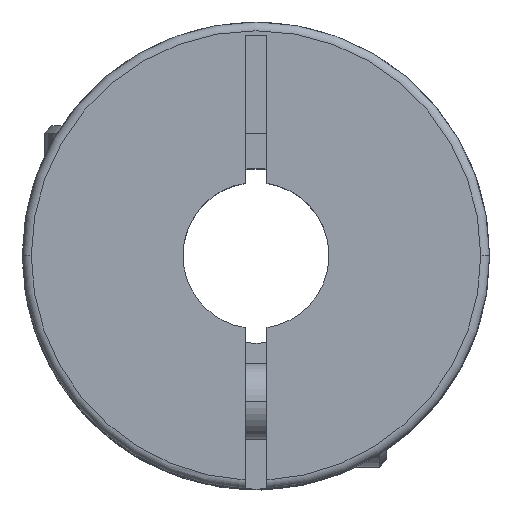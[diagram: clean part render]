
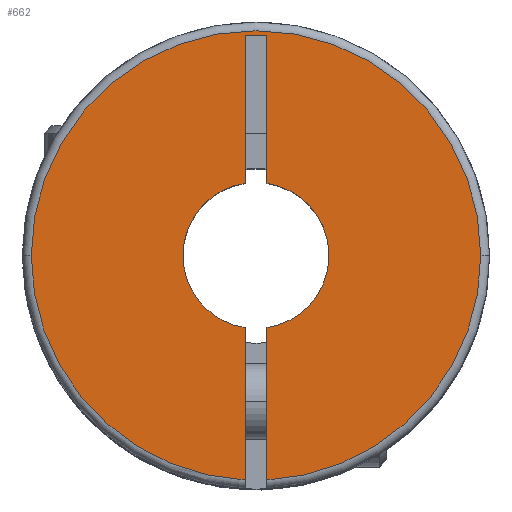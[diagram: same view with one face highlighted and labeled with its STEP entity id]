
A CAD part, top view. The second image highlights one B-rep face of the part: STEP entity #662.
In plain terms, the highlighted planar face has unit normal (0, 0, 1).
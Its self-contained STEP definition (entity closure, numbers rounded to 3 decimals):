
#110 = ORIENTED_EDGE ( 'NONE', *, *, #4116, .T. ) ;
#264 = EDGE_CURVE ( 'NONE', #3347, #2787, #4094, .T. ) ;
#300 = EDGE_CURVE ( 'NONE', #3006, #2318, #1144, .T. ) ;
#374 = CARTESIAN_POINT ( 'NONE',  ( 0.375, -7.691, 0. ) ) ;
#384 = AXIS2_PLACEMENT_3D ( 'NONE', #1532, #1555, #3160 ) ;
#405 = ORIENTED_EDGE ( 'NONE', *, *, #1516, .T. ) ;
#422 = AXIS2_PLACEMENT_3D ( 'NONE', #2430, #3377, #2033 ) ;
#426 = CARTESIAN_POINT ( 'NONE',  ( -7.7, 0., 0. ) ) ;
#489 = CARTESIAN_POINT ( 'NONE',  ( 0.375, -8., 0. ) ) ;
#514 = AXIS2_PLACEMENT_3D ( 'NONE', #4086, #1855, #1169 ) ;
#529 = ORIENTED_EDGE ( 'NONE', *, *, #3263, .F. ) ;
#608 = CARTESIAN_POINT ( 'NONE',  ( -0.375, -7.691, 0. ) ) ;
#662 = ADVANCED_FACE ( 'NONE', ( #2045 ), #3325, .F. ) ;
#736 = LINE ( 'NONE', #3596, #892 ) ;
#741 = LINE ( 'NONE', #1384, #3079 ) ;
#822 = VECTOR ( 'NONE', #3676, 1000. ) ;
#854 = AXIS2_PLACEMENT_3D ( 'NONE', #3832, #4108, #2165 ) ;
#857 = VERTEX_POINT ( 'NONE', #608 ) ;
#868 = EDGE_CURVE ( 'NONE', #3698, #2994, #1651, .T. ) ;
#892 = VECTOR ( 'NONE', #2697, 1000. ) ;
#987 = CARTESIAN_POINT ( 'NONE',  ( 0.375, 2.472, 0. ) ) ;
#1069 = CARTESIAN_POINT ( 'NONE',  ( -0.375, -2.472, 0. ) ) ;
#1100 = CARTESIAN_POINT ( 'NONE',  ( 0.375, 7.55, 0. ) ) ;
#1144 = LINE ( 'NONE', #489, #2398 ) ;
#1169 = DIRECTION ( 'NONE',  ( -1., 0., 0. ) ) ;
#1192 = CIRCLE ( 'NONE', #514, 7.7 ) ;
#1195 = CIRCLE ( 'NONE', #4054, 2.5 ) ;
#1254 = VERTEX_POINT ( 'NONE', #2651 ) ;
#1361 = CARTESIAN_POINT ( 'NONE',  ( 0.375, -2.472, 0. ) ) ;
#1380 = LINE ( 'NONE', #2617, #822 ) ;
#1384 = CARTESIAN_POINT ( 'NONE',  ( -0.375, 7.55, 0. ) ) ;
#1406 = EDGE_CURVE ( 'NONE', #1254, #4095, #741, .T. ) ;
#1416 = VERTEX_POINT ( 'NONE', #1069 ) ;
#1444 = CIRCLE ( 'NONE', #2473, 2.5 ) ;
#1516 = EDGE_CURVE ( 'NONE', #3006, #2994, #1195, .T. ) ;
#1532 = CARTESIAN_POINT ( 'NONE',  ( 0., 0., 0. ) ) ;
#1551 = EDGE_CURVE ( 'NONE', #2841, #4095, #2213, .T. ) ;
#1555 = DIRECTION ( 'NONE',  ( 0., 0., -1. ) ) ;
#1651 = LINE ( 'NONE', #3208, #1998 ) ;
#1702 = DIRECTION ( 'NONE',  ( -1., 0., 0. ) ) ;
#1809 = CIRCLE ( 'NONE', #854, 7.7 ) ;
#1818 = ORIENTED_EDGE ( 'NONE', *, *, #1406, .F. ) ;
#1855 = DIRECTION ( 'NONE',  ( 0., 0., -1. ) ) ;
#1931 = CARTESIAN_POINT ( 'NONE',  ( 0., 0., 0. ) ) ;
#1964 = EDGE_CURVE ( 'NONE', #2787, #3698, #1192, .T. ) ;
#1998 = VECTOR ( 'NONE', #4189, 1000. ) ;
#2008 = DIRECTION ( 'NONE',  ( -1., 0., 0. ) ) ;
#2010 = EDGE_CURVE ( 'NONE', #857, #3347, #1809, .T. ) ;
#2022 = CARTESIAN_POINT ( 'NONE',  ( 0., 0., 0. ) ) ;
#2033 = DIRECTION ( 'NONE',  ( -1., 0., 0. ) ) ;
#2045 = FACE_OUTER_BOUND ( 'NONE', #2067, .T. ) ;
#2067 = EDGE_LOOP ( 'NONE', ( #2227, #529, #110, #2530, #1818, #3385, #3507, #405, #2904, #3660, #2496 ) ) ;
#2165 = DIRECTION ( 'NONE',  ( -1., 0., 0. ) ) ;
#2213 = CIRCLE ( 'NONE', #384, 2.5 ) ;
#2227 = ORIENTED_EDGE ( 'NONE', *, *, #2010, .F. ) ;
#2312 = DIRECTION ( 'NONE',  ( 0., 0., -1. ) ) ;
#2318 = VERTEX_POINT ( 'NONE', #1100 ) ;
#2363 = DIRECTION ( 'NONE',  ( 0., 1., 0. ) ) ;
#2394 = DIRECTION ( 'NONE',  ( 0., -1., 0. ) ) ;
#2398 = VECTOR ( 'NONE', #2363, 1000. ) ;
#2430 = CARTESIAN_POINT ( 'NONE',  ( 0., 0., 0. ) ) ;
#2473 = AXIS2_PLACEMENT_3D ( 'NONE', #1931, #2312, #2008 ) ;
#2496 = ORIENTED_EDGE ( 'NONE', *, *, #264, .F. ) ;
#2530 = ORIENTED_EDGE ( 'NONE', *, *, #1551, .T. ) ;
#2617 = CARTESIAN_POINT ( 'NONE',  ( 0.375, 7.55, 0. ) ) ;
#2651 = CARTESIAN_POINT ( 'NONE',  ( -0.375, 7.55, 0. ) ) ;
#2664 = CARTESIAN_POINT ( 'NONE',  ( 0., 0., 0. ) ) ;
#2697 = DIRECTION ( 'NONE',  ( 0., -1., 0. ) ) ;
#2771 = AXIS2_PLACEMENT_3D ( 'NONE', #2664, #3059, #2394 ) ;
#2787 = VERTEX_POINT ( 'NONE', #2906 ) ;
#2841 = VERTEX_POINT ( 'NONE', #4202 ) ;
#2904 = ORIENTED_EDGE ( 'NONE', *, *, #868, .F. ) ;
#2906 = CARTESIAN_POINT ( 'NONE',  ( 7.7, 0., 0. ) ) ;
#2994 = VERTEX_POINT ( 'NONE', #1361 ) ;
#3006 = VERTEX_POINT ( 'NONE', #987 ) ;
#3059 = DIRECTION ( 'NONE',  ( 0., 0., -1. ) ) ;
#3079 = VECTOR ( 'NONE', #3364, 1000. ) ;
#3160 = DIRECTION ( 'NONE',  ( -1., 0., 0. ) ) ;
#3208 = CARTESIAN_POINT ( 'NONE',  ( 0.375, -8., 0. ) ) ;
#3263 = EDGE_CURVE ( 'NONE', #1416, #857, #736, .T. ) ;
#3310 = EDGE_CURVE ( 'NONE', #2318, #1254, #1380, .T. ) ;
#3322 = DIRECTION ( 'NONE',  ( 0., 0., -1. ) ) ;
#3325 = PLANE ( 'NONE',  #2771 ) ;
#3347 = VERTEX_POINT ( 'NONE', #426 ) ;
#3364 = DIRECTION ( 'NONE',  ( 0., -1., 0. ) ) ;
#3377 = DIRECTION ( 'NONE',  ( 0., 0., -1. ) ) ;
#3385 = ORIENTED_EDGE ( 'NONE', *, *, #3310, .F. ) ;
#3507 = ORIENTED_EDGE ( 'NONE', *, *, #300, .F. ) ;
#3596 = CARTESIAN_POINT ( 'NONE',  ( -0.375, 7.55, 0. ) ) ;
#3660 = ORIENTED_EDGE ( 'NONE', *, *, #1964, .F. ) ;
#3676 = DIRECTION ( 'NONE',  ( -1., 0., 0. ) ) ;
#3698 = VERTEX_POINT ( 'NONE', #374 ) ;
#3832 = CARTESIAN_POINT ( 'NONE',  ( 0., 0., 0. ) ) ;
#3971 = CARTESIAN_POINT ( 'NONE',  ( -0.375, 2.472, 0. ) ) ;
#4054 = AXIS2_PLACEMENT_3D ( 'NONE', #2022, #3322, #1702 ) ;
#4086 = CARTESIAN_POINT ( 'NONE',  ( 0., 0., 0. ) ) ;
#4094 = CIRCLE ( 'NONE', #422, 7.7 ) ;
#4095 = VERTEX_POINT ( 'NONE', #3971 ) ;
#4108 = DIRECTION ( 'NONE',  ( 0., 0., -1. ) ) ;
#4116 = EDGE_CURVE ( 'NONE', #1416, #2841, #1444, .T. ) ;
#4189 = DIRECTION ( 'NONE',  ( 0., 1., 0. ) ) ;
#4202 = CARTESIAN_POINT ( 'NONE',  ( -2.5, 0., 0. ) ) ;
